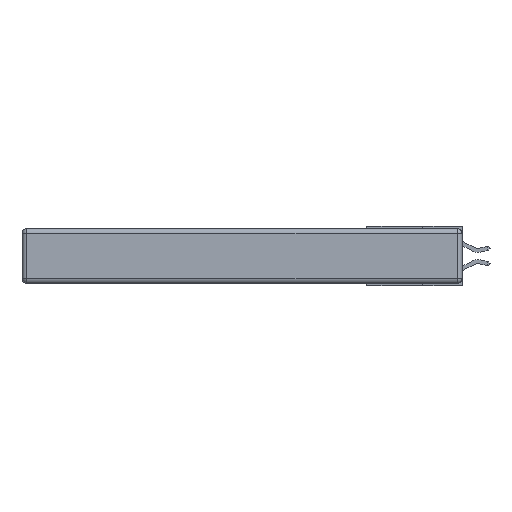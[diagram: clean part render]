
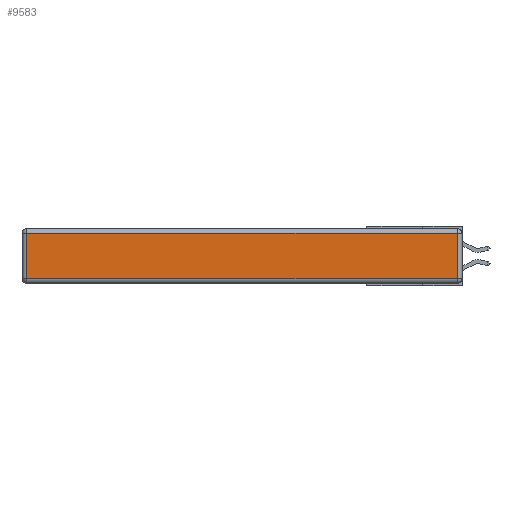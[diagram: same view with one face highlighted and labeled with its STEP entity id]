
A CAD part, left-side view. The second image highlights one B-rep face of the part: STEP entity #9583.
In plain terms, the highlighted planar face has unit normal (-1, 0, 0).
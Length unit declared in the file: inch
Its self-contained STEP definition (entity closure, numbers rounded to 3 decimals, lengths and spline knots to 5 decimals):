
#38 = VERTEX_POINT ( 'NONE', #15371 ) ;
#1152 = ORIENTED_EDGE ( 'NONE', *, *, #12462, .T. ) ;
#1773 = DIRECTION ( 'NONE',  ( 0., 0., 1. ) ) ;
#1934 = PLANE ( 'NONE',  #2952 ) ;
#2233 = VECTOR ( 'NONE', #6467, 39.37008 ) ;
#2952 = AXIS2_PLACEMENT_3D ( 'NONE', #14446, #15541, #1773 ) ;
#4051 = EDGE_LOOP ( 'NONE', ( #10460, #11079, #13551, #1152 ) ) ;
#4769 = DIRECTION ( 'NONE',  ( 0., 1., 0. ) ) ;
#5860 = CARTESIAN_POINT ( 'NONE',  ( 0., 2.75, -0.03 ) ) ;
#5946 = EDGE_CURVE ( 'NONE', #12869, #9440, #9847, .T. ) ;
#6251 = CARTESIAN_POINT ( 'NONE',  ( 0., 0.03, -0.313 ) ) ;
#6258 = EDGE_CURVE ( 'NONE', #38, #10585, #8682, .T. ) ;
#6467 = DIRECTION ( 'NONE',  ( 0., -1., 0. ) ) ;
#7214 = LINE ( 'NONE', #8516, #13019 ) ;
#7920 = VECTOR ( 'NONE', #4769, 39.37008 ) ;
#8516 = CARTESIAN_POINT ( 'NONE',  ( 0., 0.03, -0.343 ) ) ;
#8682 = LINE ( 'NONE', #5860, #7920 ) ;
#8983 = DIRECTION ( 'NONE',  ( 0., 0., -1. ) ) ;
#9440 = VERTEX_POINT ( 'NONE', #6251 ) ;
#9583 = ADVANCED_FACE ( 'NONE', ( #10669 ), #1934, .T. ) ;
#9847 = LINE ( 'NONE', #12794, #2233 ) ;
#10460 = ORIENTED_EDGE ( 'NONE', *, *, #5946, .T. ) ;
#10585 = VERTEX_POINT ( 'NONE', #13199 ) ;
#10669 = FACE_OUTER_BOUND ( 'NONE', #4051, .T. ) ;
#11079 = ORIENTED_EDGE ( 'NONE', *, *, #14708, .T. ) ;
#11101 = DIRECTION ( 'NONE',  ( 0., 0., 1. ) ) ;
#12222 = CARTESIAN_POINT ( 'NONE',  ( 0., 2.72, -0.313 ) ) ;
#12462 = EDGE_CURVE ( 'NONE', #10585, #12869, #15472, .T. ) ;
#12674 = CARTESIAN_POINT ( 'NONE',  ( 0., 2.72, -0.343 ) ) ;
#12794 = CARTESIAN_POINT ( 'NONE',  ( 0., 0., -0.313 ) ) ;
#12869 = VERTEX_POINT ( 'NONE', #12222 ) ;
#13019 = VECTOR ( 'NONE', #11101, 39.37008 ) ;
#13199 = CARTESIAN_POINT ( 'NONE',  ( 0., 2.72, -0.03 ) ) ;
#13551 = ORIENTED_EDGE ( 'NONE', *, *, #6258, .T. ) ;
#14287 = VECTOR ( 'NONE', #8983, 39.37008 ) ;
#14446 = CARTESIAN_POINT ( 'NONE',  ( 0., 0., -0.343 ) ) ;
#14708 = EDGE_CURVE ( 'NONE', #9440, #38, #7214, .T. ) ;
#15371 = CARTESIAN_POINT ( 'NONE',  ( 0., 0.03, -0.03 ) ) ;
#15472 = LINE ( 'NONE', #12674, #14287 ) ;
#15541 = DIRECTION ( 'NONE',  ( -1., 0., 0. ) ) ;
